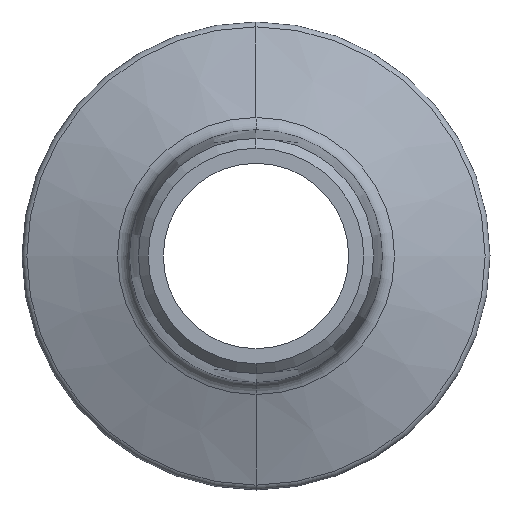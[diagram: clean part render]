
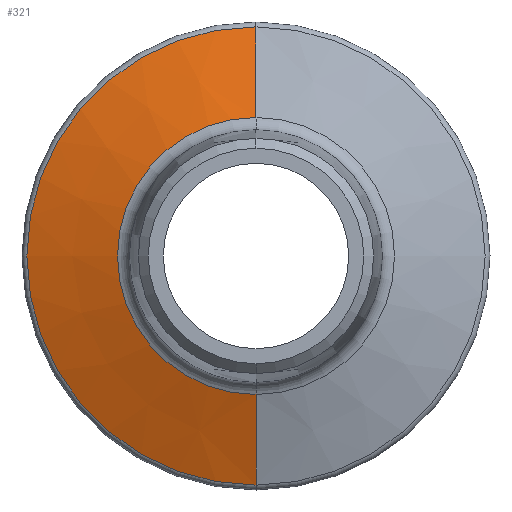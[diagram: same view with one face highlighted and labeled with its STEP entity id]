
A CAD part, left-side view. The second image highlights one B-rep face of the part: STEP entity #321.
In plain terms, the highlighted conical face has half-angle 70 degrees and reference radius 24.724 mm.
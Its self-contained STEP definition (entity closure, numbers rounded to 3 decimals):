
#6 = VECTOR ( 'NONE', #642, 1000. ) ;
#50 = ORIENTED_EDGE ( 'NONE', *, *, #619, .T. ) ;
#78 = FACE_OUTER_BOUND ( 'NONE', #941, .T. ) ;
#111 = DIRECTION ( 'NONE',  ( 1., 0., 0. ) ) ;
#118 = CARTESIAN_POINT ( 'NONE',  ( -3.042, 0., -24.724 ) ) ;
#180 = DIRECTION ( 'NONE',  ( 0., 0., -1. ) ) ;
#253 = CARTESIAN_POINT ( 'NONE',  ( -3.042, 0., 0. ) ) ;
#283 = CARTESIAN_POINT ( 'NONE',  ( -3.042, 0., 0. ) ) ;
#321 = ADVANCED_FACE ( 'NONE', ( #78 ), #439, .T. ) ;
#341 = VERTEX_POINT ( 'NONE', #518 ) ;
#351 = VERTEX_POINT ( 'NONE', #917 ) ;
#357 = CARTESIAN_POINT ( 'NONE',  ( -3.042, 0., -24.724 ) ) ;
#377 = CARTESIAN_POINT ( 'NONE',  ( -3.042, 0., 24.724 ) ) ;
#388 = VERTEX_POINT ( 'NONE', #357 ) ;
#439 = CONICAL_SURFACE ( 'NONE', #971, 24.724, 1.222 ) ;
#455 = DIRECTION ( 'NONE',  ( 0.342, 0., -0.94 ) ) ;
#471 = EDGE_CURVE ( 'NONE', #388, #341, #548, .T. ) ;
#518 = CARTESIAN_POINT ( 'NONE',  ( -3.042, 0., 24.724 ) ) ;
#544 = ORIENTED_EDGE ( 'NONE', *, *, #782, .T. ) ;
#548 = CIRCLE ( 'NONE', #582, 24.724 ) ;
#550 = AXIS2_PLACEMENT_3D ( 'NONE', #861, #111, #1048 ) ;
#580 = DIRECTION ( 'NONE',  ( 1., 0., 0. ) ) ;
#582 = AXIS2_PLACEMENT_3D ( 'NONE', #283, #794, #180 ) ;
#619 = EDGE_CURVE ( 'NONE', #351, #341, #884, .T. ) ;
#642 = DIRECTION ( 'NONE',  ( 0.342, 0., 0.94 ) ) ;
#665 = DIRECTION ( 'NONE',  ( 0., 0., -1. ) ) ;
#699 = VERTEX_POINT ( 'NONE', #747 ) ;
#747 = CARTESIAN_POINT ( 'NONE',  ( -6.602, 0., -14.941 ) ) ;
#782 = EDGE_CURVE ( 'NONE', #699, #351, #1025, .T. ) ;
#794 = DIRECTION ( 'NONE',  ( 1., 0., 0. ) ) ;
#810 = EDGE_CURVE ( 'NONE', #699, #388, #1036, .T. ) ;
#842 = VECTOR ( 'NONE', #455, 1000. ) ;
#847 = ORIENTED_EDGE ( 'NONE', *, *, #810, .F. ) ;
#861 = CARTESIAN_POINT ( 'NONE',  ( -6.602, 0., 0. ) ) ;
#884 = LINE ( 'NONE', #377, #6 ) ;
#917 = CARTESIAN_POINT ( 'NONE',  ( -6.602, 0., 14.941 ) ) ;
#941 = EDGE_LOOP ( 'NONE', ( #544, #50, #1080, #847 ) ) ;
#971 = AXIS2_PLACEMENT_3D ( 'NONE', #253, #580, #665 ) ;
#1025 = CIRCLE ( 'NONE', #550, 14.941 ) ;
#1036 = LINE ( 'NONE', #118, #842 ) ;
#1048 = DIRECTION ( 'NONE',  ( 0., 0., -1. ) ) ;
#1080 = ORIENTED_EDGE ( 'NONE', *, *, #471, .F. ) ;
